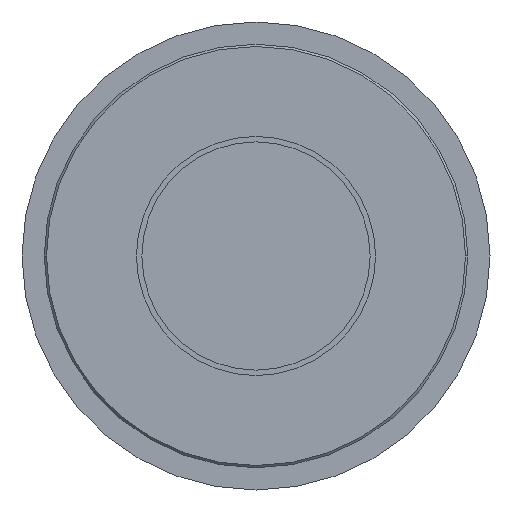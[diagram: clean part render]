
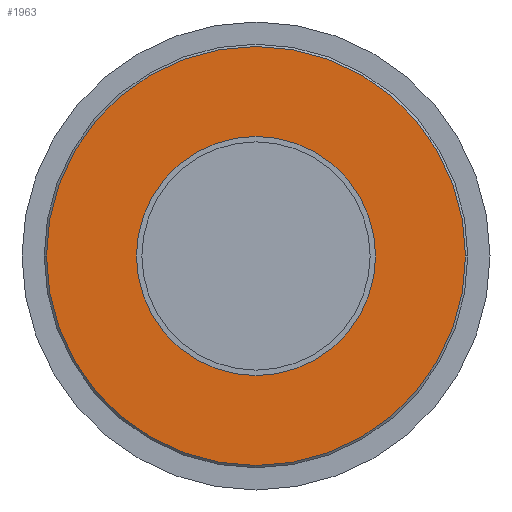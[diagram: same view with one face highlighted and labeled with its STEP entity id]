
A CAD part, front view. The second image highlights one B-rep face of the part: STEP entity #1963.
In plain terms, the highlighted planar face has unit normal (0, -1, 0).
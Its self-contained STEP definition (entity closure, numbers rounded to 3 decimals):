
#49=CARTESIAN_POINT('',(-13.1,0.,0.0));
#50=VERTEX_POINT('',#49);
#59=CARTESIAN_POINT('',(13.1,0.,0.));
#60=VERTEX_POINT('',#59);
#61=CARTESIAN_POINT('',(0.,0.,0.0));
#62=DIRECTION('',(0.0,1.0,0.0));
#63=DIRECTION('',(-1.0,0.0,0.0));
#64=AXIS2_PLACEMENT_3D('',#61,#62,#63);
#65=CIRCLE('',#64,13.1);
#66=EDGE_CURVE('',#60,#50,#65,.T.);
#898=CARTESIAN_POINT('',(-22.954,0.,0.0));
#899=VERTEX_POINT('',#898);
#908=CARTESIAN_POINT('',(22.954,0.,0.));
#909=VERTEX_POINT('',#908);
#910=CARTESIAN_POINT('',(0.0,0.,0.0));
#911=DIRECTION('',(0.0,1.0,0.0));
#912=DIRECTION('',(-1.0,0.0,0.0));
#913=AXIS2_PLACEMENT_3D('',#910,#911,#912);
#914=CIRCLE('',#913,22.954);
#915=EDGE_CURVE('',#899,#909,#914,.T.);
#1325=CARTESIAN_POINT('',(0.0,0.,0.0));
#1326=DIRECTION('',(0.0,1.0,0.0));
#1327=DIRECTION('',(-1.0,0.0,0.0));
#1328=AXIS2_PLACEMENT_3D('',#1325,#1326,#1327);
#1329=CIRCLE('',#1328,22.954);
#1330=EDGE_CURVE('',#909,#899,#1329,.T.);
#1940=CARTESIAN_POINT('',(0.,0.,0.0));
#1941=DIRECTION('',(0.0,1.0,0.0));
#1942=DIRECTION('',(-1.0,0.0,0.0));
#1943=AXIS2_PLACEMENT_3D('',#1940,#1941,#1942);
#1944=CIRCLE('',#1943,13.1);
#1945=EDGE_CURVE('',#50,#60,#1944,.T.);
#1950=CARTESIAN_POINT('',(-18.027,0.,0.0));
#1951=DIRECTION('',(0.0,-1.0,0.0));
#1952=DIRECTION('',(0.0,0.0,-1.0));
#1953=AXIS2_PLACEMENT_3D('',#1950,#1951,#1952);
#1954=PLANE('',#1953);
#1955=ORIENTED_EDGE('',*,*,#915,.F.);
#1956=ORIENTED_EDGE('',*,*,#1330,.F.);
#1957=EDGE_LOOP('',(#1955,#1956));
#1958=FACE_OUTER_BOUND('',#1957,.T.);
#1959=ORIENTED_EDGE('',*,*,#1945,.T.);
#1960=ORIENTED_EDGE('',*,*,#66,.T.);
#1961=EDGE_LOOP('',(#1959,#1960));
#1962=FACE_BOUND('',#1961,.T.);
#1963=ADVANCED_FACE('',(#1958,#1962),#1954,.T.);
